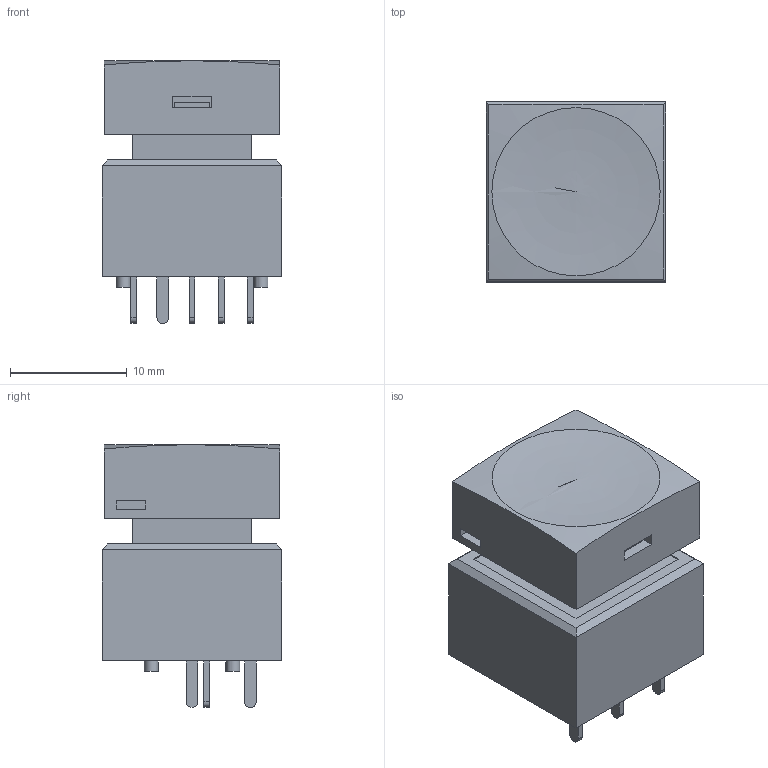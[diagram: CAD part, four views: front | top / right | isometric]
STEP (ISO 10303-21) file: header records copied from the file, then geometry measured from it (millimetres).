
FILE_DESCRIPTION((' '),'2;1');
FILE_NAME('ULP12xxP1xSSCL1xxxNIL.stp','2017-07-24T08:04:45',(' '),(' '),' ','ACIS',' ');
FILE_SCHEMA(('CONFIG_CONTROL_DESIGN'));
Length unit declared in the file: inch
Products named in the file (1): ULP12xxP1xSSCL1xxxNIL.stp
Bounding box: 15.4 x 15.4 x 22.5 mm (x, y, z)
Volume: 2105.1 mm3; surface area: 3591.7 mm2
Topology: 1 solids, 2 shells, 302 faces, 813 edges, 526 vertices
Faces by surface type: plane 287, cylinder 13, bspline 2
Full cylindrical faces by diameter (mm): 1.2 x4
Entity records: 9382 total; most frequent: CARTESIAN_POINT 1723, ORIENTED_EDGE 1610, DIRECTION 1431, EDGE_CURVE 805, VECTOR 771, LINE 771, VERTEX_POINT 524, EDGE_LOOP 333
